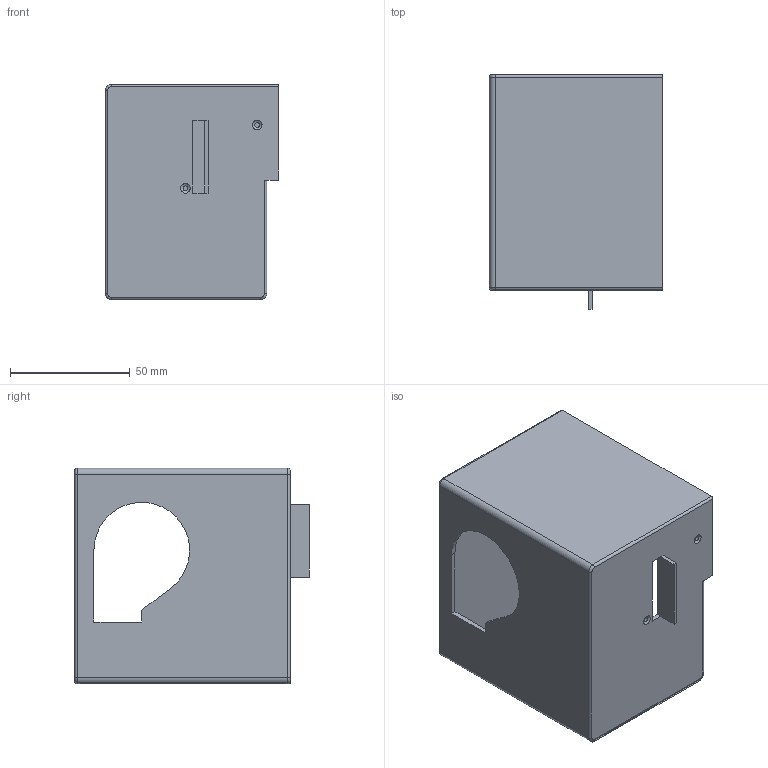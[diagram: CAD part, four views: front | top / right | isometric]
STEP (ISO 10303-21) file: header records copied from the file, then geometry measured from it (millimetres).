
FILE_DESCRIPTION(('FreeCAD Model'),'2;1');
FILE_NAME('Open CASCADE Shape Model','2024-08-17T04:24:03',(''),(''), 'Open CASCADE STEP processor 7.7','FreeCAD','Unknown');
FILE_SCHEMA(('AUTOMOTIVE_DESIGN { 1 0 10303 214 1 1 1 1 }'));
Length unit declared in the file: millimetre
Products named in the file (1): extruder case
Bounding box: 72.5 x 98 x 90 mm (x, y, z)
Surface area: 50819.5 mm2 (no closed solid volume)
Topology: 0 solids, 1 shells, 61 faces, 161 edges, 101 vertices
Faces by surface type: plane 29, cylinder 22, torus 6, cone 2, bspline 2
Full cylindrical faces by diameter (mm): 2 x2, 4 x2
Entity records: 2106 total; most frequent: CARTESIAN_POINT 566, DIRECTION 317, ORIENTED_EDGE 311, EDGE_CURVE 157, AXIS2_PLACEMENT_3D 110, VERTEX_POINT 101, LINE 97, VECTOR 97
